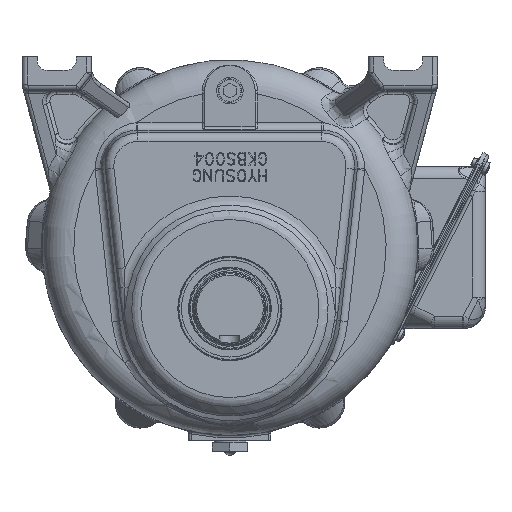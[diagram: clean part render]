
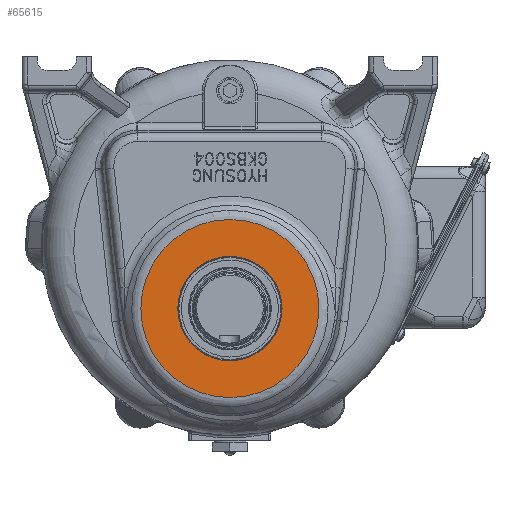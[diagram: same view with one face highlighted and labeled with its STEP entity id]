
A CAD part, top view. The second image highlights one B-rep face of the part: STEP entity #65615.
In plain terms, the highlighted planar face has unit normal (0, 0, 1).
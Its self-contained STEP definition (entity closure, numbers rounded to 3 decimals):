
#1857=PLANE('',#70232);
#16394=ORIENTED_EDGE('',*,*,#36643,.T.);
#16395=ORIENTED_EDGE('',*,*,#36644,.T.);
#36643=EDGE_CURVE('',#46742,#46742,#52989,.F.);
#36644=EDGE_CURVE('',#46743,#46743,#52990,.T.);
#46742=VERTEX_POINT('',#98049);
#46743=VERTEX_POINT('',#98051);
#52989=CIRCLE('',#70233,41.402);
#52990=CIRCLE('',#70234,70.686);
#56070=EDGE_LOOP('',(#16394));
#56071=EDGE_LOOP('',(#16395));
#60799=FACE_BOUND('',#56070,.T.);
#60800=FACE_BOUND('',#56071,.T.);
#65615=ADVANCED_FACE('',(#60799,#60800),#1857,.T.);
#70232=AXIS2_PLACEMENT_3D('',#98047,#77401,#77402);
#70233=AXIS2_PLACEMENT_3D('',#98048,#77403,#77404);
#70234=AXIS2_PLACEMENT_3D('',#98050,#77405,#77406);
#77401=DIRECTION('',(0.,0.,1.));
#77402=DIRECTION('',(0.,-1.,0.));
#77403=DIRECTION('',(0.,0.,1.));
#77404=DIRECTION('',(0.,-1.,0.));
#77405=DIRECTION('',(0.,0.,1.));
#77406=DIRECTION('',(0.,-1.,0.));
#98047=CARTESIAN_POINT('',(0.,-123.46,192.));
#98048=CARTESIAN_POINT('',(0.,-48.46,192.));
#98049=CARTESIAN_POINT('',(0.,-89.862,192.));
#98050=CARTESIAN_POINT('',(0.,-48.46,192.));
#98051=CARTESIAN_POINT('',(0.,-119.146,192.));
